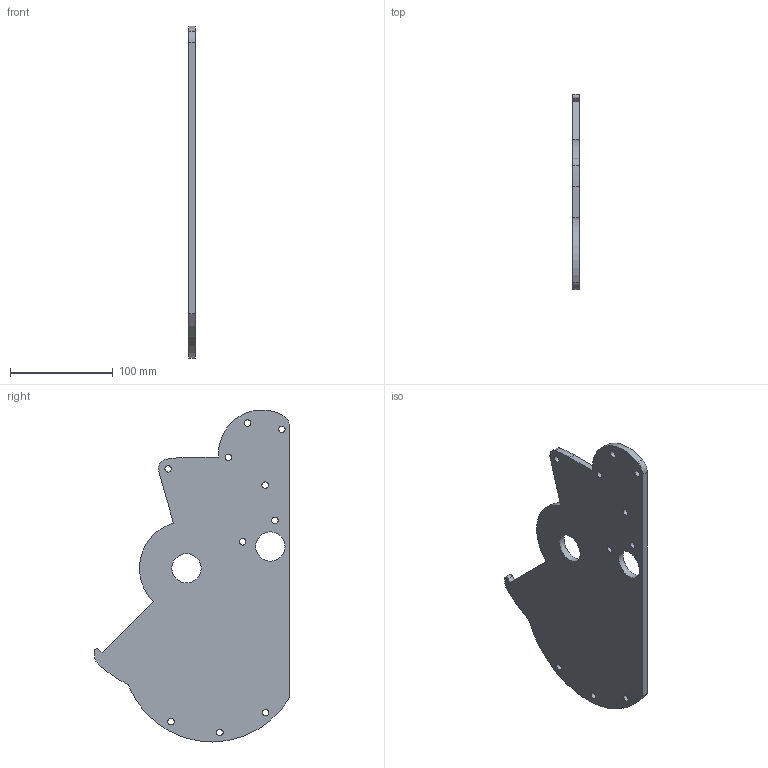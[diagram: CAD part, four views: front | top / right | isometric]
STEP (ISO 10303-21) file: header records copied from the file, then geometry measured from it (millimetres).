
FILE_DESCRIPTION(/* description */ (''),/* implementation_level */ '2;1');
FILE_NAME(/* name */ 'OuterTurretPlate v2.step',/* time_stamp */ '2020-03-01T00:50:46-07:00',/* author */ (''),/* organization */ (''),/* preprocessor_version */ 'ST-DEVELOPER v18',/* originating_system */ 'Autodesk Translation Framework v8.12.0.6',/* authorisation */ '');
FILE_SCHEMA (('AUTOMOTIVE_DESIGN { 1 0 10303 214 3 1 1 }'));
Length unit declared in the file: inch
Products named in the file (1): OuterTurretPlate
Bounding box: 6.35 x 190.08 x 323.27 mm (x, y, z)
Volume: 251069.5 mm3; surface area: 87255.1 mm2
Topology: 1 solids, 1 shells, 31 faces, 87 edges, 58 vertices
Faces by surface type: cylinder 22, plane 9
Full cylindrical faces by diameter (mm): 6.35 x10, 28.575 x2
Entity records: 1108 total; most frequent: DIRECTION 195, CARTESIAN_POINT 177, ORIENTED_EDGE 174, EDGE_CURVE 87, AXIS2_PLACEMENT_3D 76, VERTEX_POINT 58, EDGE_LOOP 55, CIRCLE 44
